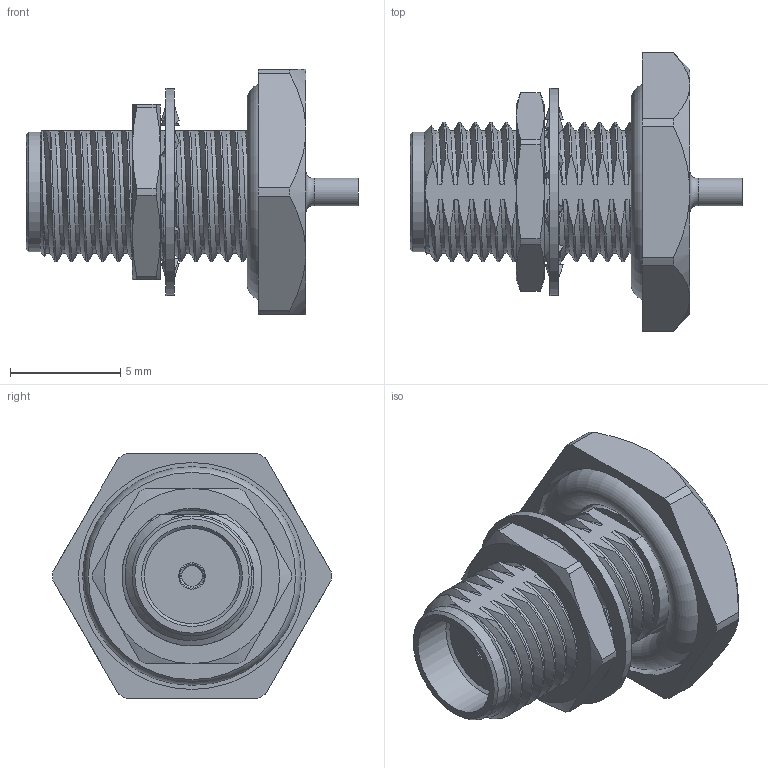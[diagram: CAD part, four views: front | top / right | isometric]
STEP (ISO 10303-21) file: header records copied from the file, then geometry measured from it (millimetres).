
FILE_DESCRIPTION (( 'STEP AP203' ), '1' );
FILE_NAME ('PE4924_3D.step', '2022-01-24T16:56:15', ( '' ), ( '' ), 'SwSTEP 2.0', 'SolidWorks 2021', '' );
FILE_SCHEMA (( 'CONFIG_CONTROL_DESIGN' ));
Length unit declared in the file: inch
Products named in the file (1): PE4924_3D
Bounding box: 15.06 x 12.62 x 11.13 mm (x, y, z)
Volume: 521.4 mm3; surface area: 1021.9 mm2
Topology: 4 solids, 4 shells, 209 faces, 614 edges, 417 vertices
Faces by surface type: bspline 87, plane 48, cylinder 45, cone 27, torus 2
Full cylindrical faces by diameter (mm): 0.508 x1, 0.94 x1, 1.194 x1, 1.27 x1, 4.572 x1, 5.436 x1, 6.35 x1, 9.398 x1, 10.299 x1
Entity records: 23668 total; most frequent: CARTESIAN_POINT 18989, ORIENTED_EDGE 1180, DIRECTION 660, EDGE_CURVE 590, VERTEX_POINT 409, AXIS2_PLACEMENT_3D 243, EDGE_LOOP 231, FACE_OUTER_BOUND 217
